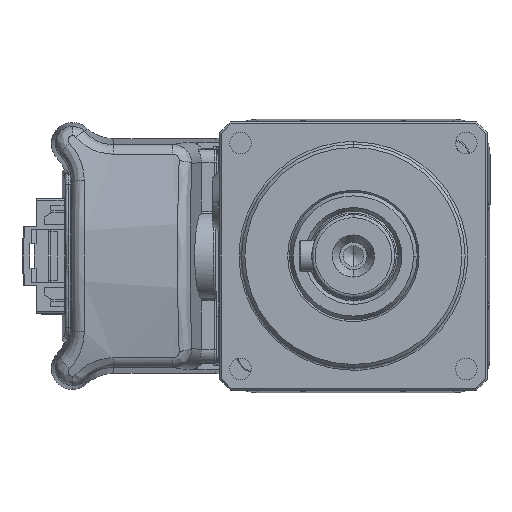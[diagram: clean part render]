
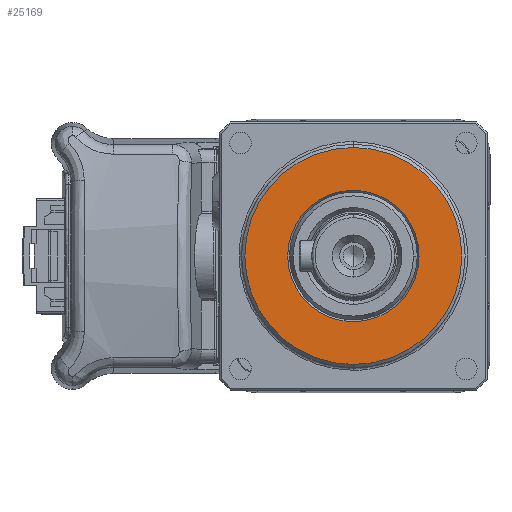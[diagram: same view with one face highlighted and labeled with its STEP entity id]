
A CAD part, left-side view. The second image highlights one B-rep face of the part: STEP entity #25169.
In plain terms, the highlighted face is planar.
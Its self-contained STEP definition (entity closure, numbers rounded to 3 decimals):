
#4145 = CIRCLE ( 'NONE', #48672, 10.289 ) ;
#5641 = CIRCLE ( 'NONE', #84634, 17. ) ;
#12383 = ORIENTED_EDGE ( 'NONE', *, *, #125538, .F. ) ;
#14171 = VERTEX_POINT ( 'NONE', #91819 ) ;
#17846 = CARTESIAN_POINT ( 'NONE',  ( 0., 0., 32. ) ) ;
#18404 = CARTESIAN_POINT ( 'NONE',  ( 0., 0., 32. ) ) ;
#19139 = CARTESIAN_POINT ( 'NONE',  ( 17., 0., 32. ) ) ;
#21327 = VERTEX_POINT ( 'NONE', #19139 ) ;
#21465 = CARTESIAN_POINT ( 'NONE',  ( 0., 0., 32. ) ) ;
#25169 = ADVANCED_FACE ( 'NONE', ( #53691, #135134 ), #84303, .F. ) ;
#28531 = DIRECTION ( 'NONE',  ( 1., 0., 0. ) ) ;
#29074 = DIRECTION ( 'NONE',  ( -1., 0., 0. ) ) ;
#31364 = DIRECTION ( 'NONE',  ( -1., 0., 0. ) ) ;
#32131 = DIRECTION ( 'NONE',  ( 0., 0., 1. ) ) ;
#32138 = DIRECTION ( 'NONE',  ( -1., 0., 0. ) ) ;
#36545 = EDGE_CURVE ( 'NONE', #70394, #14171, #4145, .T. ) ;
#42325 = CARTESIAN_POINT ( 'NONE',  ( -17., 0., 32. ) ) ;
#48672 = AXIS2_PLACEMENT_3D ( 'NONE', #95769, #32131, #106436 ) ;
#53691 = FACE_BOUND ( 'NONE', #79307, .T. ) ;
#70394 = VERTEX_POINT ( 'NONE', #97137 ) ;
#76307 = EDGE_CURVE ( 'NONE', #21327, #105532, #5641, .T. ) ;
#77354 = ORIENTED_EDGE ( 'NONE', *, *, #132107, .F. ) ;
#79307 = EDGE_LOOP ( 'NONE', ( #107663, #12383 ) ) ;
#84303 = PLANE ( 'NONE',  #110330 ) ;
#84634 = AXIS2_PLACEMENT_3D ( 'NONE', #21465, #95777, #32138 ) ;
#91819 = CARTESIAN_POINT ( 'NONE',  ( -10.289, 0., 32. ) ) ;
#92129 = DIRECTION ( 'NONE',  ( 0., 0., 1. ) ) ;
#92669 = DIRECTION ( 'NONE',  ( 0., 0., -1. ) ) ;
#95020 = DIRECTION ( 'NONE',  ( 0., 0., -1. ) ) ;
#95769 = CARTESIAN_POINT ( 'NONE',  ( 0., 0., 32. ) ) ;
#95777 = DIRECTION ( 'NONE',  ( 0., 0., -1. ) ) ;
#97137 = CARTESIAN_POINT ( 'NONE',  ( 10.289, 0., 32. ) ) ;
#99224 = AXIS2_PLACEMENT_3D ( 'NONE', #18404, #92669, #29074 ) ;
#105532 = VERTEX_POINT ( 'NONE', #42325 ) ;
#106292 = CIRCLE ( 'NONE', #117460, 10.289 ) ;
#106436 = DIRECTION ( 'NONE',  ( 1., 0., 0. ) ) ;
#107663 = ORIENTED_EDGE ( 'NONE', *, *, #36545, .F. ) ;
#110330 = AXIS2_PLACEMENT_3D ( 'NONE', #124694, #95020, #31364 ) ;
#112653 = EDGE_LOOP ( 'NONE', ( #77354, #127707 ) ) ;
#117460 = AXIS2_PLACEMENT_3D ( 'NONE', #17846, #92129, #28531 ) ;
#124208 = CIRCLE ( 'NONE', #99224, 17. ) ;
#124694 = CARTESIAN_POINT ( 'NONE',  ( 0., 0., 32. ) ) ;
#125538 = EDGE_CURVE ( 'NONE', #14171, #70394, #106292, .T. ) ;
#127707 = ORIENTED_EDGE ( 'NONE', *, *, #76307, .F. ) ;
#132107 = EDGE_CURVE ( 'NONE', #105532, #21327, #124208, .T. ) ;
#135134 = FACE_OUTER_BOUND ( 'NONE', #112653, .T. ) ;
